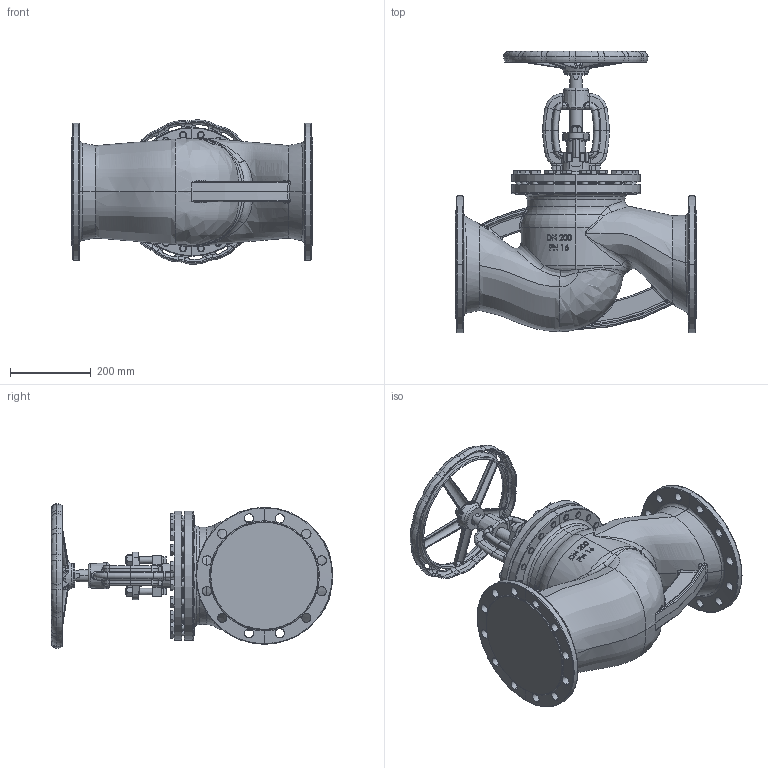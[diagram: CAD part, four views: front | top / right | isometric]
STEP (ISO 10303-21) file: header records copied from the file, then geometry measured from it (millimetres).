
FILE_DESCRIPTION (( 'STEP AP214' ), '1' );
FILE_NAME ('UV116-DN200-PN16-Absperrventil-Handhebel-Fergo.STEP', '2022-11-02T11:26:34', ( '' ), ( '' ), 'SwSTEP 2.0', 'SolidWorks 2022', '' );
FILE_SCHEMA (( 'AUTOMOTIVE_DESIGN' ));
Length unit declared in the file: millimetre
Products named in the file (1): UV116-DN200-PN16-Absperrventil-Handhebel-Fergo
Bounding box: 600 x 699.37 x 358.6 mm (x, y, z)
Surface area: 1398683.8 mm2 (no closed solid volume)
Topology: 0 solids, 2 shells, 1876 faces, 5045 edges, 3135 vertices
Faces by surface type: cylinder 461, plane 454, bspline 383, cone 302, torus 246, sphere 30
Entity records: 171339 total; most frequent: CARTESIAN_POINT 129337, ORIENTED_EDGE 9989, DIRECTION 7080, EDGE_CURVE 4998, VERTEX_POINT 3135, AXIS2_PLACEMENT_3D 2960, B_SPLINE_CURVE_WITH_KNOTS 2268, EDGE_LOOP 2030
